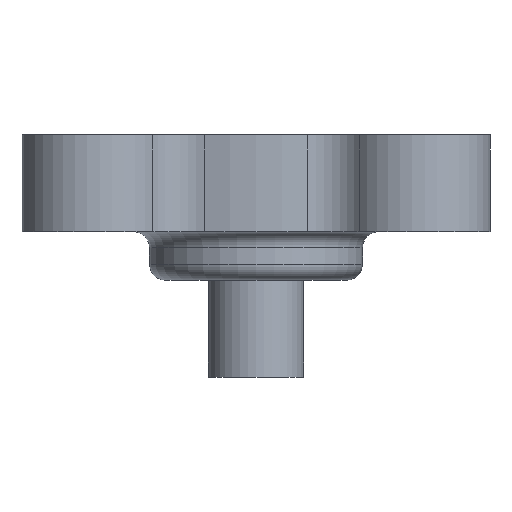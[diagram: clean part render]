
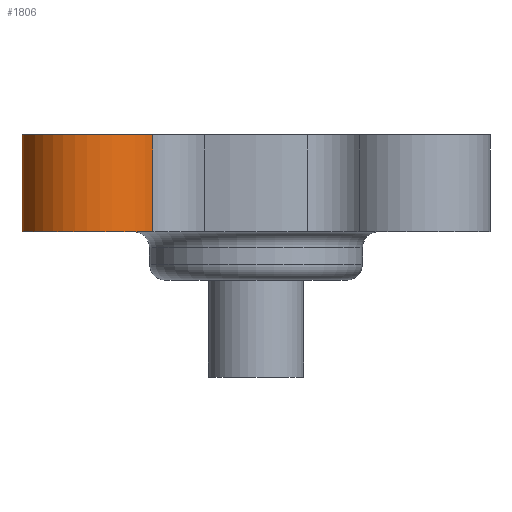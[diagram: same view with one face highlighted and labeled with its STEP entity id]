
A CAD part, left-side view. The second image highlights one B-rep face of the part: STEP entity #1806.
In plain terms, the highlighted cylindrical face has radius 4.5 mm (diameter 9 mm), a partial arc.
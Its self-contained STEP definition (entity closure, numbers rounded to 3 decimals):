
#307 = PLANE('',#308);
#308 = AXIS2_PLACEMENT_3D('',#309,#310,#311);
#309 = CARTESIAN_POINT('',(0.,0.,-6.)
  );
#310 = DIRECTION('',(0.,0.,-1.));
#311 = DIRECTION('',(0.,1.,0.));
#406 = VERTEX_POINT('',#407);
#407 = CARTESIAN_POINT('',(-12.679,6.384,-6.));
#424 = CYLINDRICAL_SURFACE('',#425,3.);
#425 = AXIS2_PLACEMENT_3D('',#426,#427,#428);
#426 = CARTESIAN_POINT('',(-14.464,3.973,-6.));
#427 = DIRECTION('',(0.,0.,-1.));
#428 = DIRECTION('',(0.,1.,0.));
#436 = EDGE_CURVE('',#406,#437,#439,.T.);
#437 = VERTEX_POINT('',#438);
#438 = CARTESIAN_POINT('',(-6.384,12.679,-6.));
#439 = SURFACE_CURVE('',#440,(#445,#452),.PCURVE_S1.);
#440 = CIRCLE('',#441,4.5);
#441 = AXIS2_PLACEMENT_3D('',#442,#443,#444);
#442 = CARTESIAN_POINT('',(-10.,10.,-6.));
#443 = DIRECTION('',(0.,0.,-1.));
#444 = DIRECTION('',(0.,1.,0.));
#445 = PCURVE('',#307,#446);
#446 = DEFINITIONAL_REPRESENTATION('',(#447),#451);
#447 = CIRCLE('',#448,4.5);
#448 = AXIS2_PLACEMENT_2D('',#449,#450);
#449 = CARTESIAN_POINT('',(10.,-10.));
#450 = DIRECTION('',(1.,0.));
#451 = ( GEOMETRIC_REPRESENTATION_CONTEXT(2) 
PARAMETRIC_REPRESENTATION_CONTEXT() REPRESENTATION_CONTEXT('2D SPACE',''
  ) );
#452 = PCURVE('',#453,#458);
#453 = CYLINDRICAL_SURFACE('',#454,4.5);
#454 = AXIS2_PLACEMENT_3D('',#455,#456,#457);
#455 = CARTESIAN_POINT('',(-10.,10.,-6.));
#456 = DIRECTION('',(0.,0.,-1.));
#457 = DIRECTION('',(0.,1.,0.));
#458 = DEFINITIONAL_REPRESENTATION('',(#459),#463);
#459 = LINE('',#460,#461);
#460 = CARTESIAN_POINT('',(0.,0.));
#461 = VECTOR('',#462,1.);
#462 = DIRECTION('',(1.,0.));
#463 = ( GEOMETRIC_REPRESENTATION_CONTEXT(2) 
PARAMETRIC_REPRESENTATION_CONTEXT() REPRESENTATION_CONTEXT('2D SPACE',''
  ) );
#482 = CYLINDRICAL_SURFACE('',#483,3.);
#483 = AXIS2_PLACEMENT_3D('',#484,#485,#486);
#484 = CARTESIAN_POINT('',(-3.973,14.464,-6.));
#485 = DIRECTION('',(0.,0.,-1.));
#486 = DIRECTION('',(0.,1.,0.));
#1729 = EDGE_CURVE('',#406,#1730,#1732,.T.);
#1730 = VERTEX_POINT('',#1731);
#1731 = CARTESIAN_POINT('',(-12.679,6.384,
    0.));
#1732 = SURFACE_CURVE('',#1733,(#1737,#1744),.PCURVE_S1.);
#1733 = LINE('',#1734,#1735);
#1734 = CARTESIAN_POINT('',(-12.679,6.384,-6.));
#1735 = VECTOR('',#1736,1.);
#1736 = DIRECTION('',(0.,0.,1.));
#1737 = PCURVE('',#424,#1738);
#1738 = DEFINITIONAL_REPRESENTATION('',(#1739),#1743);
#1739 = LINE('',#1740,#1741);
#1740 = CARTESIAN_POINT('',(0.638,0.));
#1741 = VECTOR('',#1742,1.);
#1742 = DIRECTION('',(0.,-1.));
#1743 = ( GEOMETRIC_REPRESENTATION_CONTEXT(2) 
PARAMETRIC_REPRESENTATION_CONTEXT() REPRESENTATION_CONTEXT('2D SPACE',''
  ) );
#1744 = PCURVE('',#453,#1745);
#1745 = DEFINITIONAL_REPRESENTATION('',(#1746),#1750);
#1746 = LINE('',#1747,#1748);
#1747 = CARTESIAN_POINT('',(3.779,0.));
#1748 = VECTOR('',#1749,1.);
#1749 = DIRECTION('',(0.,-1.));
#1750 = ( GEOMETRIC_REPRESENTATION_CONTEXT(2) 
PARAMETRIC_REPRESENTATION_CONTEXT() REPRESENTATION_CONTEXT('2D SPACE',''
  ) );
#1769 = PLANE('',#1770);
#1770 = AXIS2_PLACEMENT_3D('',#1771,#1772,#1773);
#1771 = CARTESIAN_POINT('',(0.,0.,
    0.));
#1772 = DIRECTION('',(0.,0.,1.));
#1773 = DIRECTION('',(0.,-1.,0.));
#1806 = ADVANCED_FACE('',(#1807),#453,.T.);
#1807 = FACE_BOUND('',#1808,.T.);
#1808 = EDGE_LOOP('',(#1809,#1810,#1838,#1859));
#1809 = ORIENTED_EDGE('',*,*,#1729,.T.);
#1810 = ORIENTED_EDGE('',*,*,#1811,.T.);
#1811 = EDGE_CURVE('',#1730,#1812,#1814,.T.);
#1812 = VERTEX_POINT('',#1813);
#1813 = CARTESIAN_POINT('',(-6.384,12.679,
    0.));
#1814 = SURFACE_CURVE('',#1815,(#1820,#1827),.PCURVE_S1.);
#1815 = CIRCLE('',#1816,4.5);
#1816 = AXIS2_PLACEMENT_3D('',#1817,#1818,#1819);
#1817 = CARTESIAN_POINT('',(-10.,10.,0.));
#1818 = DIRECTION('',(0.,0.,-1.));
#1819 = DIRECTION('',(0.,1.,0.));
#1820 = PCURVE('',#453,#1821);
#1821 = DEFINITIONAL_REPRESENTATION('',(#1822),#1826);
#1822 = LINE('',#1823,#1824);
#1823 = CARTESIAN_POINT('',(0.,-6.));
#1824 = VECTOR('',#1825,1.);
#1825 = DIRECTION('',(1.,0.));
#1826 = ( GEOMETRIC_REPRESENTATION_CONTEXT(2) 
PARAMETRIC_REPRESENTATION_CONTEXT() REPRESENTATION_CONTEXT('2D SPACE',''
  ) );
#1827 = PCURVE('',#1769,#1828);
#1828 = DEFINITIONAL_REPRESENTATION('',(#1829),#1837);
#1829 = ( BOUNDED_CURVE() B_SPLINE_CURVE(2,(#1830,#1831,#1832,#1833,
#1834,#1835,#1836),.UNSPECIFIED.,.T.,.F.) B_SPLINE_CURVE_WITH_KNOTS((1,2
    ,2,2,2,1),(-2.094,0.,2.094,4.189,
6.283,8.378),.UNSPECIFIED.) CURVE() 
GEOMETRIC_REPRESENTATION_ITEM() RATIONAL_B_SPLINE_CURVE((1.,0.5,1.,0.5,
1.,0.5,1.)) REPRESENTATION_ITEM('') );
#1830 = CARTESIAN_POINT('',(-14.5,-10.));
#1831 = CARTESIAN_POINT('',(-14.5,-2.206));
#1832 = CARTESIAN_POINT('',(-7.75,-6.103));
#1833 = CARTESIAN_POINT('',(-1.,-10.));
#1834 = CARTESIAN_POINT('',(-7.75,-13.897));
#1835 = CARTESIAN_POINT('',(-14.5,-17.794));
#1836 = CARTESIAN_POINT('',(-14.5,-10.));
#1837 = ( GEOMETRIC_REPRESENTATION_CONTEXT(2) 
PARAMETRIC_REPRESENTATION_CONTEXT() REPRESENTATION_CONTEXT('2D SPACE',''
  ) );
#1838 = ORIENTED_EDGE('',*,*,#1839,.F.);
#1839 = EDGE_CURVE('',#437,#1812,#1840,.T.);
#1840 = SURFACE_CURVE('',#1841,(#1845,#1852),.PCURVE_S1.);
#1841 = LINE('',#1842,#1843);
#1842 = CARTESIAN_POINT('',(-6.384,12.679,-6.));
#1843 = VECTOR('',#1844,1.);
#1844 = DIRECTION('',(0.,0.,1.));
#1845 = PCURVE('',#453,#1846);
#1846 = DEFINITIONAL_REPRESENTATION('',(#1847),#1851);
#1847 = LINE('',#1848,#1849);
#1848 = CARTESIAN_POINT('',(7.216,0.));
#1849 = VECTOR('',#1850,1.);
#1850 = DIRECTION('',(0.,-1.));
#1851 = ( GEOMETRIC_REPRESENTATION_CONTEXT(2) 
PARAMETRIC_REPRESENTATION_CONTEXT() REPRESENTATION_CONTEXT('2D SPACE',''
  ) );
#1852 = PCURVE('',#482,#1853);
#1853 = DEFINITIONAL_REPRESENTATION('',(#1854),#1858);
#1854 = LINE('',#1855,#1856);
#1855 = CARTESIAN_POINT('',(4.075,0.));
#1856 = VECTOR('',#1857,1.);
#1857 = DIRECTION('',(0.,-1.));
#1858 = ( GEOMETRIC_REPRESENTATION_CONTEXT(2) 
PARAMETRIC_REPRESENTATION_CONTEXT() REPRESENTATION_CONTEXT('2D SPACE',''
  ) );
#1859 = ORIENTED_EDGE('',*,*,#436,.F.);
